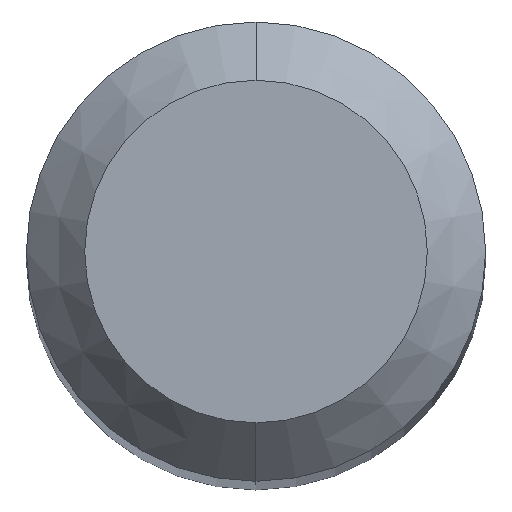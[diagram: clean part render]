
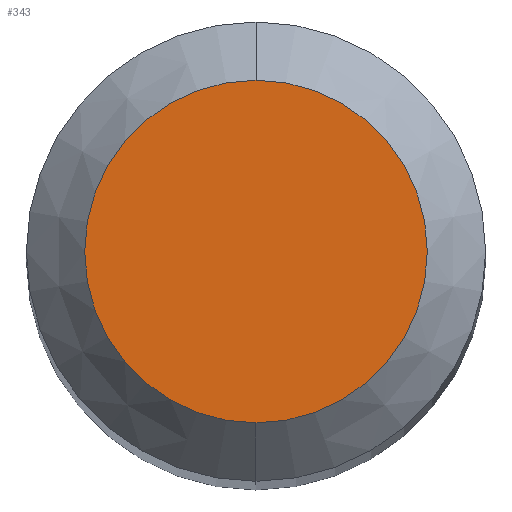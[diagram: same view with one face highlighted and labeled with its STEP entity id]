
A CAD part, top view. The second image highlights one B-rep face of the part: STEP entity #343.
In plain terms, the highlighted planar face has unit normal (0, 0, 1).
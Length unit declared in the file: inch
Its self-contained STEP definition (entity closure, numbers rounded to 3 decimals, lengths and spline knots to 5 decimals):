
#42 = CARTESIAN_POINT ( 'NONE',  ( 0., 0., 0. ) ) ;
#46 = CARTESIAN_POINT ( 'NONE',  ( 0., 0.04405, 0. ) ) ;
#49 = CARTESIAN_POINT ( 'NONE',  ( 0., 0.04405, 0. ) ) ;
#66 = DIRECTION ( 'NONE',  ( 0., 0., -1. ) ) ;
#88 = DIRECTION ( 'NONE',  ( 0., 0., 1. ) ) ;
#90 = FACE_OUTER_BOUND ( 'NONE', #450, .T. ) ;
#100 = AXIS2_PLACEMENT_3D ( 'NONE', #42, #88, #212 ) ;
#110 = CIRCLE ( 'NONE', #100, 0.04405 ) ;
#124 = DIRECTION ( 'NONE',  ( 0., -1., 0. ) ) ;
#167 = EDGE_CURVE ( 'NONE', #234, #303, #110, .T. ) ;
#174 = CARTESIAN_POINT ( 'NONE',  ( 0., -0.04405, 0. ) ) ;
#192 = DIRECTION ( 'NONE',  ( 0., 1., 0. ) ) ;
#201 = ORIENTED_EDGE ( 'NONE', *, *, #226, .T. ) ;
#212 = DIRECTION ( 'NONE',  ( 0., -1., 0. ) ) ;
#226 = EDGE_CURVE ( 'NONE', #303, #234, #402, .T. ) ;
#234 = VERTEX_POINT ( 'NONE', #174 ) ;
#255 = PLANE ( 'NONE',  #440 ) ;
#285 = CARTESIAN_POINT ( 'NONE',  ( 0., 0., 0. ) ) ;
#288 = AXIS2_PLACEMENT_3D ( 'NONE', #285, #321, #124 ) ;
#303 = VERTEX_POINT ( 'NONE', #46 ) ;
#321 = DIRECTION ( 'NONE',  ( 0., 0., 1. ) ) ;
#343 = ADVANCED_FACE ( 'NONE', ( #90 ), #255, .F. ) ;
#402 = CIRCLE ( 'NONE', #288, 0.04405 ) ;
#422 = ORIENTED_EDGE ( 'NONE', *, *, #167, .T. ) ;
#440 = AXIS2_PLACEMENT_3D ( 'NONE', #49, #66, #192 ) ;
#450 = EDGE_LOOP ( 'NONE', ( #201, #422 ) ) ;
